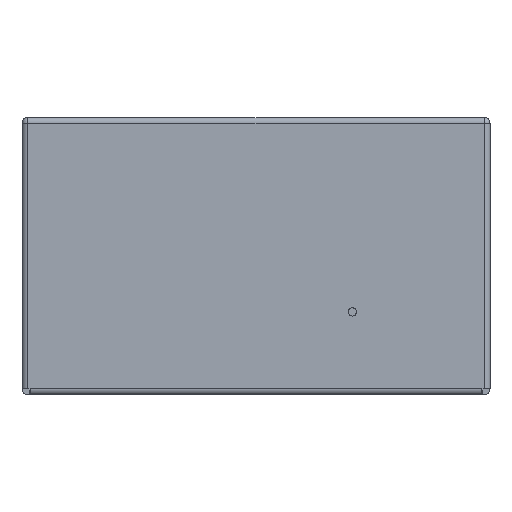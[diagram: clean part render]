
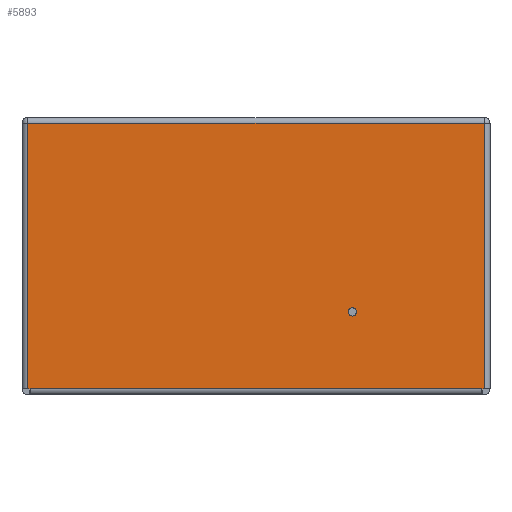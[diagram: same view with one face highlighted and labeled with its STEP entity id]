
A CAD part, front view. The second image highlights one B-rep face of the part: STEP entity #5893.
In plain terms, the highlighted planar face has unit normal (0, -1, 0).
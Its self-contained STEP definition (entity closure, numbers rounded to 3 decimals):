
#107 = CYLINDRICAL_SURFACE('',#108,2.);
#108 = AXIS2_PLACEMENT_3D('',#109,#110,#111);
#109 = CARTESIAN_POINT('',(0.,2.,98.6));
#110 = DIRECTION('',(-1.,0.,0.));
#111 = DIRECTION('',(0.,0.,1.));
#817 = VERTEX_POINT('',#818);
#818 = CARTESIAN_POINT('',(-2.,0.,98.6));
#838 = EDGE_CURVE('',#817,#839,#841,.T.);
#839 = VERTEX_POINT('',#840);
#840 = CARTESIAN_POINT('',(-168.,0.,98.6));
#841 = SURFACE_CURVE('',#842,(#846,#853),.PCURVE_S1.);
#842 = LINE('',#843,#844);
#843 = CARTESIAN_POINT('',(0.,0.,98.6));
#844 = VECTOR('',#845,1.);
#845 = DIRECTION('',(-1.,0.,0.));
#846 = PCURVE('',#107,#847);
#847 = DEFINITIONAL_REPRESENTATION('',(#848),#852);
#848 = LINE('',#849,#850);
#849 = CARTESIAN_POINT('',(-1.571,0.));
#850 = VECTOR('',#851,1.);
#851 = DIRECTION('',(-0.,1.));
#852 = ( GEOMETRIC_REPRESENTATION_CONTEXT(2) 
PARAMETRIC_REPRESENTATION_CONTEXT() REPRESENTATION_CONTEXT('2D SPACE',''
  ) );
#853 = PCURVE('',#854,#859);
#854 = PLANE('',#855);
#855 = AXIS2_PLACEMENT_3D('',#856,#857,#858);
#856 = CARTESIAN_POINT('',(0.,0.,0.));
#857 = DIRECTION('',(0.,-1.,0.));
#858 = DIRECTION('',(-1.,0.,0.));
#859 = DEFINITIONAL_REPRESENTATION('',(#860),#864);
#860 = LINE('',#861,#862);
#861 = CARTESIAN_POINT('',(0.,-98.6));
#862 = VECTOR('',#863,1.);
#863 = DIRECTION('',(1.,0.));
#864 = ( GEOMETRIC_REPRESENTATION_CONTEXT(2) 
PARAMETRIC_REPRESENTATION_CONTEXT() REPRESENTATION_CONTEXT('2D SPACE',''
  ) );
#1738 = CYLINDRICAL_SURFACE('',#1739,2.);
#1739 = AXIS2_PLACEMENT_3D('',#1740,#1741,#1742);
#1740 = CARTESIAN_POINT('',(-2.,2.,2.));
#1741 = DIRECTION('',(0.,0.,1.));
#1742 = DIRECTION('',(1.,0.,0.));
#1766 = PLANE('',#1767);
#1767 = AXIS2_PLACEMENT_3D('',#1768,#1769,#1770);
#1768 = CARTESIAN_POINT('',(-85.,240.,2.));
#1769 = DIRECTION('',(0.,0.,1.));
#1770 = DIRECTION('',(1.,0.,0.));
#5893 = ADVANCED_FACE('',(#5894,#6025),#854,.T.);
#5894 = FACE_BOUND('',#5895,.T.);
#5895 = EDGE_LOOP('',(#5896,#5921,#5942,#5943,#5971,#5999));
#5896 = ORIENTED_EDGE('',*,*,#5897,.F.);
#5897 = EDGE_CURVE('',#5898,#5900,#5902,.T.);
#5898 = VERTEX_POINT('',#5899);
#5899 = CARTESIAN_POINT('',(-2.,-0.,2.));
#5900 = VERTEX_POINT('',#5901);
#5901 = CARTESIAN_POINT('',(-3.,-0.,2.));
#5902 = SURFACE_CURVE('',#5903,(#5907,#5914),.PCURVE_S1.);
#5903 = LINE('',#5904,#5905);
#5904 = CARTESIAN_POINT('',(0.,0.,2.));
#5905 = VECTOR('',#5906,1.);
#5906 = DIRECTION('',(-1.,0.,0.));
#5907 = PCURVE('',#854,#5908);
#5908 = DEFINITIONAL_REPRESENTATION('',(#5909),#5913);
#5909 = LINE('',#5910,#5911);
#5910 = CARTESIAN_POINT('',(0.,-2.));
#5911 = VECTOR('',#5912,1.);
#5912 = DIRECTION('',(1.,0.));
#5913 = ( GEOMETRIC_REPRESENTATION_CONTEXT(2) 
PARAMETRIC_REPRESENTATION_CONTEXT() REPRESENTATION_CONTEXT('2D SPACE',''
  ) );
#5914 = PCURVE('',#1766,#5915);
#5915 = DEFINITIONAL_REPRESENTATION('',(#5916),#5920);
#5916 = LINE('',#5917,#5918);
#5917 = CARTESIAN_POINT('',(85.,-240.));
#5918 = VECTOR('',#5919,1.);
#5919 = DIRECTION('',(-1.,0.));
#5920 = ( GEOMETRIC_REPRESENTATION_CONTEXT(2) 
PARAMETRIC_REPRESENTATION_CONTEXT() REPRESENTATION_CONTEXT('2D SPACE',''
  ) );
#5921 = ORIENTED_EDGE('',*,*,#5922,.T.);
#5922 = EDGE_CURVE('',#5898,#817,#5923,.T.);
#5923 = SURFACE_CURVE('',#5924,(#5928,#5935),.PCURVE_S1.);
#5924 = LINE('',#5925,#5926);
#5925 = CARTESIAN_POINT('',(-2.,0.,2.));
#5926 = VECTOR('',#5927,1.);
#5927 = DIRECTION('',(0.,0.,1.));
#5928 = PCURVE('',#854,#5929);
#5929 = DEFINITIONAL_REPRESENTATION('',(#5930),#5934);
#5930 = LINE('',#5931,#5932);
#5931 = CARTESIAN_POINT('',(2.,-2.));
#5932 = VECTOR('',#5933,1.);
#5933 = DIRECTION('',(0.,-1.));
#5934 = ( GEOMETRIC_REPRESENTATION_CONTEXT(2) 
PARAMETRIC_REPRESENTATION_CONTEXT() REPRESENTATION_CONTEXT('2D SPACE',''
  ) );
#5935 = PCURVE('',#1738,#5936);
#5936 = DEFINITIONAL_REPRESENTATION('',(#5937),#5941);
#5937 = LINE('',#5938,#5939);
#5938 = CARTESIAN_POINT('',(-1.571,0.));
#5939 = VECTOR('',#5940,1.);
#5940 = DIRECTION('',(-0.,1.));
#5941 = ( GEOMETRIC_REPRESENTATION_CONTEXT(2) 
PARAMETRIC_REPRESENTATION_CONTEXT() REPRESENTATION_CONTEXT('2D SPACE',''
  ) );
#5942 = ORIENTED_EDGE('',*,*,#838,.T.);
#5943 = ORIENTED_EDGE('',*,*,#5944,.F.);
#5944 = EDGE_CURVE('',#5945,#839,#5947,.T.);
#5945 = VERTEX_POINT('',#5946);
#5946 = CARTESIAN_POINT('',(-168.,-0.,2.));
#5947 = SURFACE_CURVE('',#5948,(#5952,#5959),.PCURVE_S1.);
#5948 = LINE('',#5949,#5950);
#5949 = CARTESIAN_POINT('',(-168.,0.,2.));
#5950 = VECTOR('',#5951,1.);
#5951 = DIRECTION('',(0.,0.,1.));
#5952 = PCURVE('',#854,#5953);
#5953 = DEFINITIONAL_REPRESENTATION('',(#5954),#5958);
#5954 = LINE('',#5955,#5956);
#5955 = CARTESIAN_POINT('',(168.,-2.));
#5956 = VECTOR('',#5957,1.);
#5957 = DIRECTION('',(0.,-1.));
#5958 = ( GEOMETRIC_REPRESENTATION_CONTEXT(2) 
PARAMETRIC_REPRESENTATION_CONTEXT() REPRESENTATION_CONTEXT('2D SPACE',''
  ) );
#5959 = PCURVE('',#5960,#5965);
#5960 = CYLINDRICAL_SURFACE('',#5961,2.);
#5961 = AXIS2_PLACEMENT_3D('',#5962,#5963,#5964);
#5962 = CARTESIAN_POINT('',(-168.,2.,2.));
#5963 = DIRECTION('',(0.,0.,1.));
#5964 = DIRECTION('',(0.,-1.,0.));
#5965 = DEFINITIONAL_REPRESENTATION('',(#5966),#5970);
#5966 = LINE('',#5967,#5968);
#5967 = CARTESIAN_POINT('',(-0.,0.));
#5968 = VECTOR('',#5969,1.);
#5969 = DIRECTION('',(-0.,1.));
#5970 = ( GEOMETRIC_REPRESENTATION_CONTEXT(2) 
PARAMETRIC_REPRESENTATION_CONTEXT() REPRESENTATION_CONTEXT('2D SPACE',''
  ) );
#5971 = ORIENTED_EDGE('',*,*,#5972,.T.);
#5972 = EDGE_CURVE('',#5945,#5973,#5975,.T.);
#5973 = VERTEX_POINT('',#5974);
#5974 = CARTESIAN_POINT('',(-167.,-0.,2.));
#5975 = SURFACE_CURVE('',#5976,(#5980,#5987),.PCURVE_S1.);
#5976 = LINE('',#5977,#5978);
#5977 = CARTESIAN_POINT('',(-170.,0.,2.));
#5978 = VECTOR('',#5979,1.);
#5979 = DIRECTION('',(1.,0.,0.));
#5980 = PCURVE('',#854,#5981);
#5981 = DEFINITIONAL_REPRESENTATION('',(#5982),#5986);
#5982 = LINE('',#5983,#5984);
#5983 = CARTESIAN_POINT('',(170.,-2.));
#5984 = VECTOR('',#5985,1.);
#5985 = DIRECTION('',(-1.,-0.));
#5986 = ( GEOMETRIC_REPRESENTATION_CONTEXT(2) 
PARAMETRIC_REPRESENTATION_CONTEXT() REPRESENTATION_CONTEXT('2D SPACE',''
  ) );
#5987 = PCURVE('',#5988,#5993);
#5988 = PLANE('',#5989);
#5989 = AXIS2_PLACEMENT_3D('',#5990,#5991,#5992);
#5990 = CARTESIAN_POINT('',(-85.,240.,2.));
#5991 = DIRECTION('',(0.,0.,1.));
#5992 = DIRECTION('',(1.,0.,0.));
#5993 = DEFINITIONAL_REPRESENTATION('',(#5994),#5998);
#5994 = LINE('',#5995,#5996);
#5995 = CARTESIAN_POINT('',(-85.,-240.));
#5996 = VECTOR('',#5997,1.);
#5997 = DIRECTION('',(1.,0.));
#5998 = ( GEOMETRIC_REPRESENTATION_CONTEXT(2) 
PARAMETRIC_REPRESENTATION_CONTEXT() REPRESENTATION_CONTEXT('2D SPACE',''
  ) );
#5999 = ORIENTED_EDGE('',*,*,#6000,.F.);
#6000 = EDGE_CURVE('',#5900,#5973,#6001,.T.);
#6001 = SURFACE_CURVE('',#6002,(#6006,#6013),.PCURVE_S1.);
#6002 = LINE('',#6003,#6004);
#6003 = CARTESIAN_POINT('',(-3.,0.,2.));
#6004 = VECTOR('',#6005,1.);
#6005 = DIRECTION('',(-1.,0.,0.));
#6006 = PCURVE('',#854,#6007);
#6007 = DEFINITIONAL_REPRESENTATION('',(#6008),#6012);
#6008 = LINE('',#6009,#6010);
#6009 = CARTESIAN_POINT('',(3.,-2.));
#6010 = VECTOR('',#6011,1.);
#6011 = DIRECTION('',(1.,0.));
#6012 = ( GEOMETRIC_REPRESENTATION_CONTEXT(2) 
PARAMETRIC_REPRESENTATION_CONTEXT() REPRESENTATION_CONTEXT('2D SPACE',''
  ) );
#6013 = PCURVE('',#6014,#6019);
#6014 = CYLINDRICAL_SURFACE('',#6015,2.);
#6015 = AXIS2_PLACEMENT_3D('',#6016,#6017,#6018);
#6016 = CARTESIAN_POINT('',(-3.,2.,2.));
#6017 = DIRECTION('',(-1.,0.,0.));
#6018 = DIRECTION('',(0.,-1.,0.));
#6019 = DEFINITIONAL_REPRESENTATION('',(#6020),#6024);
#6020 = LINE('',#6021,#6022);
#6021 = CARTESIAN_POINT('',(-0.,0.));
#6022 = VECTOR('',#6023,1.);
#6023 = DIRECTION('',(-0.,1.));
#6024 = ( GEOMETRIC_REPRESENTATION_CONTEXT(2) 
PARAMETRIC_REPRESENTATION_CONTEXT() REPRESENTATION_CONTEXT('2D SPACE',''
  ) );
#6025 = FACE_BOUND('',#6026,.T.);
#6026 = EDGE_LOOP('',(#6027));
#6027 = ORIENTED_EDGE('',*,*,#6028,.F.);
#6028 = EDGE_CURVE('',#6029,#6029,#6031,.T.);
#6029 = VERTEX_POINT('',#6030);
#6030 = CARTESIAN_POINT('',(-48.5,0.,30.));
#6031 = SURFACE_CURVE('',#6032,(#6037,#6044),.PCURVE_S1.);
#6032 = CIRCLE('',#6033,1.5);
#6033 = AXIS2_PLACEMENT_3D('',#6034,#6035,#6036);
#6034 = CARTESIAN_POINT('',(-50.,0.,30.));
#6035 = DIRECTION('',(0.,-1.,0.));
#6036 = DIRECTION('',(1.,0.,0.));
#6037 = PCURVE('',#854,#6038);
#6038 = DEFINITIONAL_REPRESENTATION('',(#6039),#6043);
#6039 = CIRCLE('',#6040,1.5);
#6040 = AXIS2_PLACEMENT_2D('',#6041,#6042);
#6041 = CARTESIAN_POINT('',(50.,-30.));
#6042 = DIRECTION('',(-1.,-0.));
#6043 = ( GEOMETRIC_REPRESENTATION_CONTEXT(2) 
PARAMETRIC_REPRESENTATION_CONTEXT() REPRESENTATION_CONTEXT('2D SPACE',''
  ) );
#6044 = PCURVE('',#6045,#6050);
#6045 = CYLINDRICAL_SURFACE('',#6046,1.5);
#6046 = AXIS2_PLACEMENT_3D('',#6047,#6048,#6049);
#6047 = CARTESIAN_POINT('',(-50.,0.,30.));
#6048 = DIRECTION('',(0.,-1.,0.));
#6049 = DIRECTION('',(1.,0.,0.));
#6050 = DEFINITIONAL_REPRESENTATION('',(#6051),#6055);
#6051 = LINE('',#6052,#6053);
#6052 = CARTESIAN_POINT('',(0.,0.));
#6053 = VECTOR('',#6054,1.);
#6054 = DIRECTION('',(1.,0.));
#6055 = ( GEOMETRIC_REPRESENTATION_CONTEXT(2) 
PARAMETRIC_REPRESENTATION_CONTEXT() REPRESENTATION_CONTEXT('2D SPACE',''
  ) );
